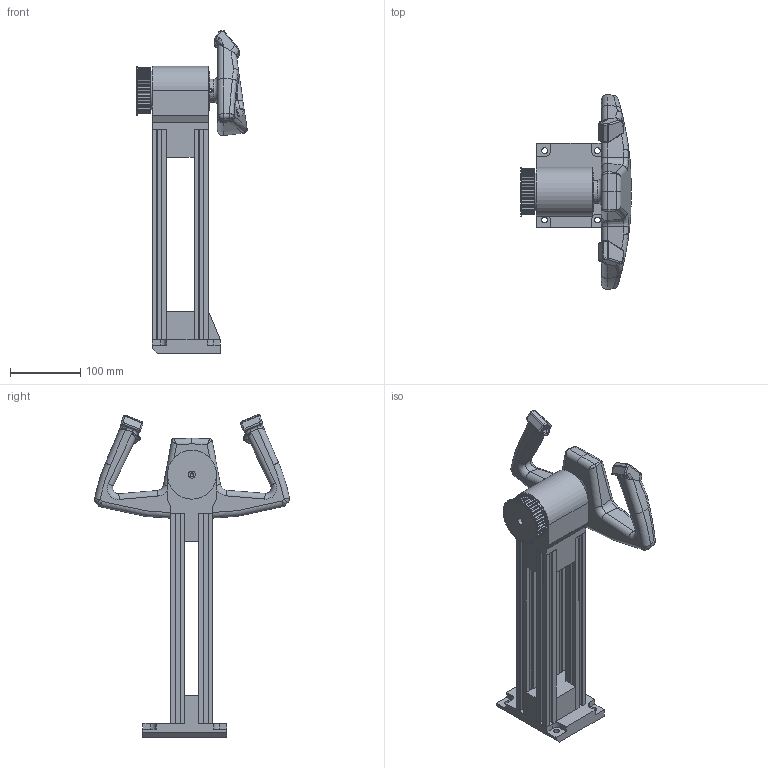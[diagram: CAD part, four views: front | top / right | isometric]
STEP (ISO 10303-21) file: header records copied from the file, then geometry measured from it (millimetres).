
FILE_DESCRIPTION(/* description */ (''),/* implementation_level */ '2;1');
FILE_NAME(/* name */ 'Yoke_assy.step',/* time_stamp */ '2024-07-17T15:05:19+02:00',/* author */ (''),/* organization */ (''),/* preprocessor_version */ 'ST-DEVELOPER v20',/* originating_system */ 'Autodesk Translation Framework v13.14.0.145',/* authorisation */ '');
FILE_SCHEMA (('AUTOMOTIVE_DESIGN { 1 0 10303 214 3 1 1 }'));
Length unit declared in the file: millimetre
Products named in the file (5): New_FFB; YOKE; base (1); Yoke_grip; Saitek Cessna Yoke
Assembly tree (4 placements, depth 3):
  New_FFB
    YOKE
      base (1)
    Yoke_grip
      Saitek Cessna Yoke
Bounding box: 157.26 x 278.17 x 460.69 mm (x, y, z)
Volume: 1570499.4 mm3; surface area: 407589.1 mm2
Topology: 10 solids, 10 shells, 756 faces, 2057 edges, 1315 vertices
Faces by surface type: plane 352, cylinder 272, bspline 80, cone 20, torus 16, sphere 16
Full cylindrical faces by diameter (mm): 4 x2, 5 x4, 5.2 x1, 6.5 x13, 8 x1, 8.4 x4, 10 x1, 19.1 x1, 20 x1, 25.6 x2, 33 x1, 50 x2, 55.3 x2, 61 x1, 65.5 x2, 70 x1
Entity records: 32815 total; most frequent: CARTESIAN_POINT 13571, ORIENTED_EDGE 4082, DIRECTION 3931, EDGE_CURVE 2041, AXIS2_PLACEMENT_3D 1350, VERTEX_POINT 1315, LINE 1231, VECTOR 1231
